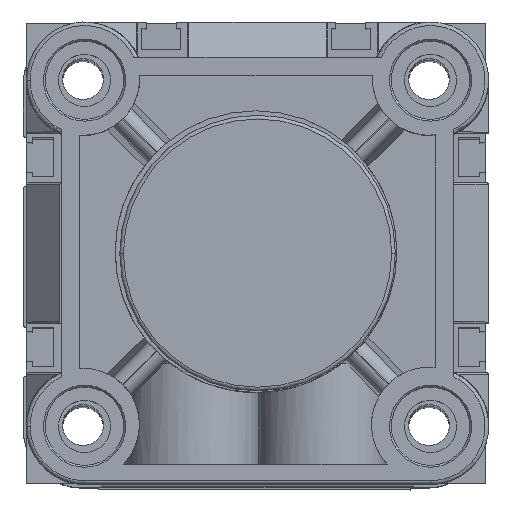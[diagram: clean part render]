
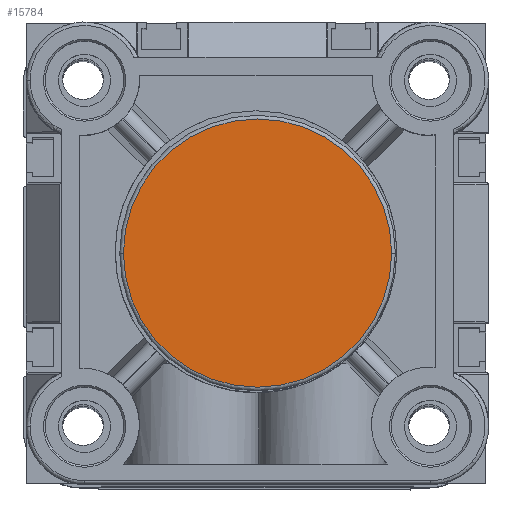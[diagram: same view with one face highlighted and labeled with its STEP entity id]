
A CAD part, top view. The second image highlights one B-rep face of the part: STEP entity #15784.
In plain terms, the highlighted face is planar.
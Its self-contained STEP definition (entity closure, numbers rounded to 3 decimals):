
#217 = CARTESIAN_POINT ( 'NONE',  ( 53.9, 32., -3.95 ) ) ;
#767 = DIRECTION ( 'NONE',  ( 0., 0., -1. ) ) ;
#838 = CARTESIAN_POINT ( 'NONE',  ( 0., 0., -3.95 ) ) ;
#3008 = ORIENTED_EDGE ( 'NONE', *, *, #3855, .T. ) ;
#3855 = EDGE_CURVE ( 'NONE', #19634, #8985, #9915, .T. ) ;
#4682 = AXIS2_PLACEMENT_3D ( 'NONE', #16386, #767, #18969 ) ;
#4748 = EDGE_LOOP ( 'NONE', ( #23244, #3008 ) ) ;
#5353 = CARTESIAN_POINT ( 'NONE',  ( 10.1, 32., -3.95 ) ) ;
#7264 = CARTESIAN_POINT ( 'NONE',  ( 32., 32., -3.95 ) ) ;
#8985 = VERTEX_POINT ( 'NONE', #217 ) ;
#9884 = DIRECTION ( 'NONE',  ( 1., 0., 0. ) ) ;
#9915 = CIRCLE ( 'NONE', #4682, 21.9 ) ;
#14033 = DIRECTION ( 'NONE',  ( 1., 0., 0. ) ) ;
#14390 = EDGE_CURVE ( 'NONE', #8985, #19634, #24591, .T. ) ;
#15177 = FACE_OUTER_BOUND ( 'NONE', #4748, .T. ) ;
#15784 = ADVANCED_FACE ( 'NONE', ( #15177 ), #27041, .F. ) ;
#16386 = CARTESIAN_POINT ( 'NONE',  ( 32., 32., -3.95 ) ) ;
#18969 = DIRECTION ( 'NONE',  ( 1., 0., 0. ) ) ;
#19634 = VERTEX_POINT ( 'NONE', #5353 ) ;
#23244 = ORIENTED_EDGE ( 'NONE', *, *, #14390, .T. ) ;
#23894 = AXIS2_PLACEMENT_3D ( 'NONE', #7264, #25492, #9884 ) ;
#24134 = AXIS2_PLACEMENT_3D ( 'NONE', #838, #29677, #14033 ) ;
#24591 = CIRCLE ( 'NONE', #23894, 21.9 ) ;
#25492 = DIRECTION ( 'NONE',  ( 0., 0., -1. ) ) ;
#27041 = PLANE ( 'NONE',  #24134 ) ;
#29677 = DIRECTION ( 'NONE',  ( 0., 0., 1. ) ) ;
